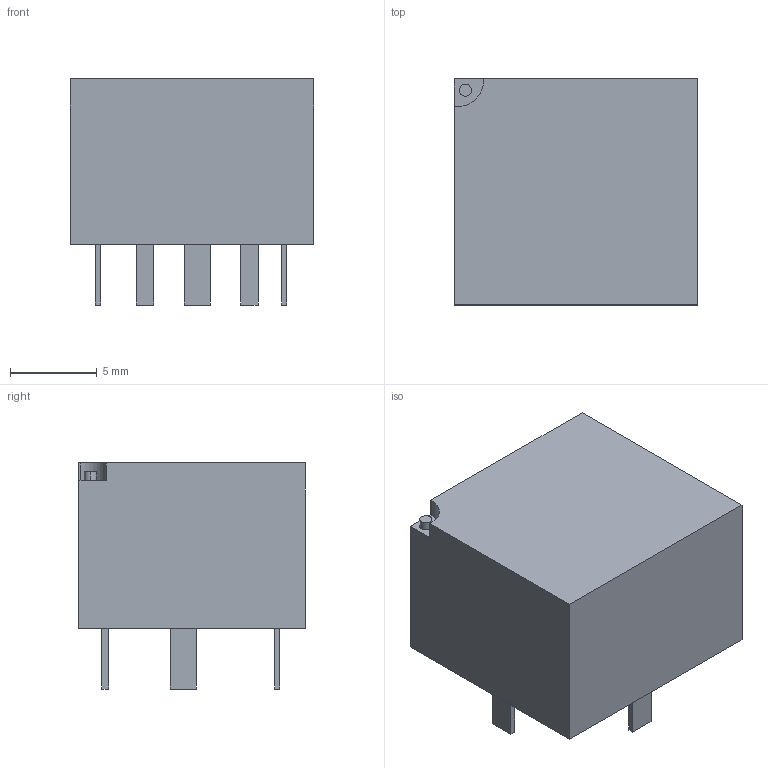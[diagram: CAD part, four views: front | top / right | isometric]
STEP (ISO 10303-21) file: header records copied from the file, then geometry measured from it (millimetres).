
FILE_DESCRIPTION (( 'STEP AP214' ), '1' );
FILE_NAME ('CP1-12V.STEP', '2022-12-15T10:19:09', ( '' ), ( '' ), 'SwSTEP 2.0', 'SolidWorks 2022', '' );
FILE_SCHEMA (( 'AUTOMOTIVE_DESIGN' ));
Length unit declared in the file: millimetre
Products named in the file (1): CP1-12V
Bounding box: 14 x 13 x 13 mm (x, y, z)
Volume: 1734.5 mm3; surface area: 939.2 mm2
Topology: 6 solids, 6 shells, 42 faces, 87 edges, 58 vertices
Faces by surface type: plane 38, cylinder 4
Entity records: 1640 total; most frequent: CARTESIAN_POINT 188, DIRECTION 181, ORIENTED_EDGE 174, EDGE_CURVE 87, LINE 79, VECTOR 79, VERTEX_POINT 58, AXIS2_PLACEMENT_3D 51
